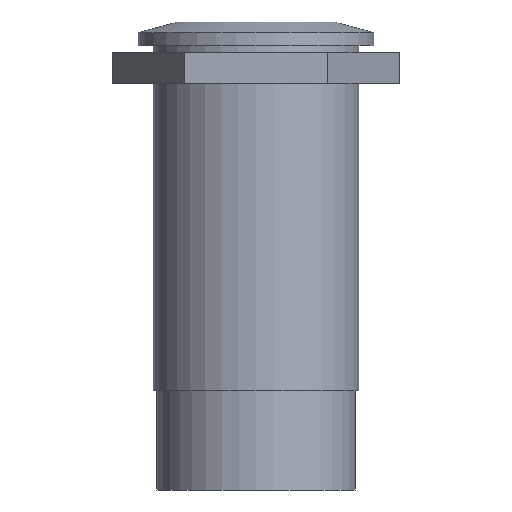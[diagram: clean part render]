
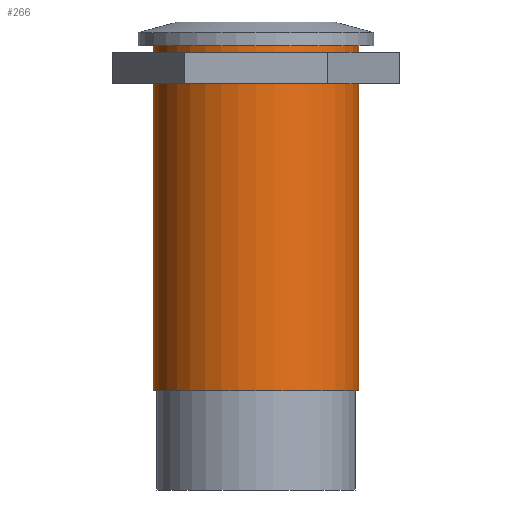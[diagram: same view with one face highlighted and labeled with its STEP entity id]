
A CAD part, front view. The second image highlights one B-rep face of the part: STEP entity #266.
In plain terms, the highlighted cylindrical face has radius 7.75 mm (diameter 15.5 mm), a full revolution.
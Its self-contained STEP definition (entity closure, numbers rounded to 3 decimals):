
#52=FACE_OUTER_BOUND('',#72,.T.);
#72=EDGE_LOOP('',(#235,#236,#237,#238));
#98=LINE('',#456,#121);
#121=VECTOR('',#378,7.75);
#129=CIRCLE('',#304,7.75);
#130=CIRCLE('',#306,7.75);
#150=VERTEX_POINT('',#451);
#151=VERTEX_POINT('',#454);
#179=EDGE_CURVE('',#150,#150,#129,.T.);
#180=EDGE_CURVE('',#151,#151,#130,.T.);
#181=EDGE_CURVE('',#151,#150,#98,.T.);
#235=ORIENTED_EDGE('',*,*,#180,.F.);
#236=ORIENTED_EDGE('',*,*,#181,.T.);
#237=ORIENTED_EDGE('',*,*,#179,.T.);
#238=ORIENTED_EDGE('',*,*,#181,.F.);
#252=CYLINDRICAL_SURFACE('',#305,7.75);
#266=ADVANCED_FACE('',(#52),#252,.T.);
#304=AXIS2_PLACEMENT_3D('',#452,#372,#373);
#305=AXIS2_PLACEMENT_3D('',#453,#374,#375);
#306=AXIS2_PLACEMENT_3D('',#455,#376,#377);
#372=DIRECTION('center_axis',(0.,0.,-1.));
#373=DIRECTION('ref_axis',(1.,0.,0.));
#374=DIRECTION('center_axis',(0.,0.,-1.));
#375=DIRECTION('ref_axis',(-1.,0.,0.));
#376=DIRECTION('center_axis',(0.,0.,-1.));
#377=DIRECTION('ref_axis',(1.,0.,0.));
#378=DIRECTION('',(0.,0.,1.));
#451=CARTESIAN_POINT('',(7.75,0.,26.));
#452=CARTESIAN_POINT('Origin',(0.,0.,26.));
#453=CARTESIAN_POINT('Origin',(0.,0.,13.));
#454=CARTESIAN_POINT('',(7.75,0.,0.));
#455=CARTESIAN_POINT('Origin',(0.,0.,0.));
#456=CARTESIAN_POINT('',(7.75,0.,13.));
